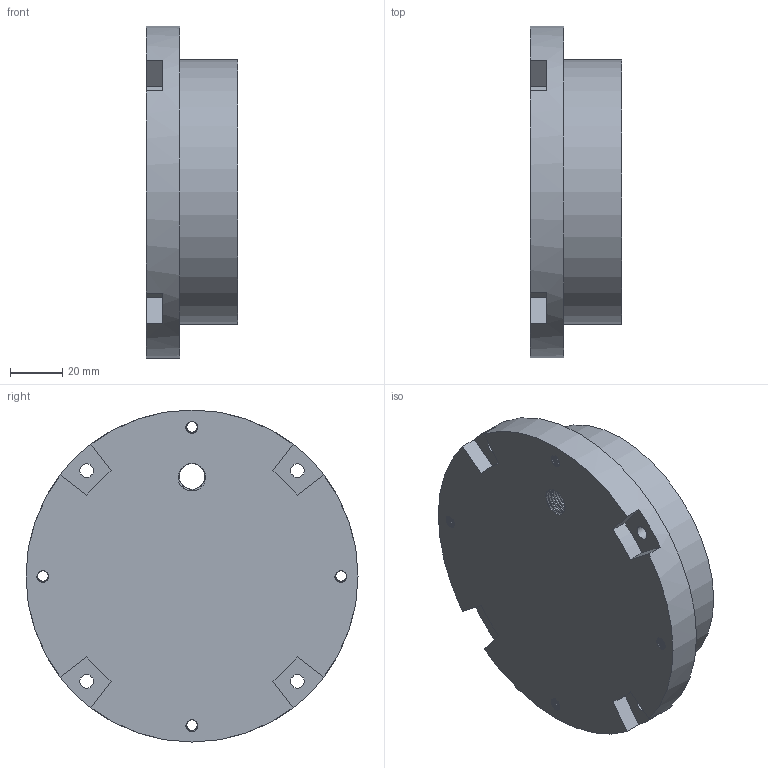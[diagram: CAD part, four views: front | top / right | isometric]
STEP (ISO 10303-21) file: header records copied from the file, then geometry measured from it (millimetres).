
FILE_DESCRIPTION(/* description */ (''),/* implementation_level */ '2;1');
FILE_NAME(/* name */ 'OpenSEAS_Bulkhead.step',/* time_stamp */ '2022-10-10T13:50:17-07:00',/* author */ (''),/* organization */ (''),/* preprocessor_version */ 'ST-DEVELOPER v19',/* originating_system */ 'Autodesk Translation Framework v11.7.0.108',/* authorisation */ '');
FILE_SCHEMA (('AUTOMOTIVE_DESIGN { 1 0 10303 214 3 1 1 }'));
Length unit declared in the file: inch
Products named in the file (1): Bulkhead
Bounding box: 34.92 x 127 x 127 mm (x, y, z)
Volume: 330226.1 mm3; surface area: 40860.7 mm2
Topology: 1 solids, 1 shells, 228 faces, 675 edges, 450 vertices
Faces by surface type: cylinder 203, plane 15, bspline 10
Full cylindrical faces by diameter (mm): 4.064 x20, 4.826 x28, 5.232 x4, 9.881 x26, 11.112 x27, 101.117 x1, 127 x1
Entity records: 20844 total; most frequent: CARTESIAN_POINT 15462, ORIENTED_EDGE 1350, DIRECTION 755, EDGE_CURVE 675, VERTEX_POINT 450, B_SPLINE_CURVE_WITH_KNOTS 406, AXIS2_PLACEMENT_3D 267, EDGE_LOOP 247
